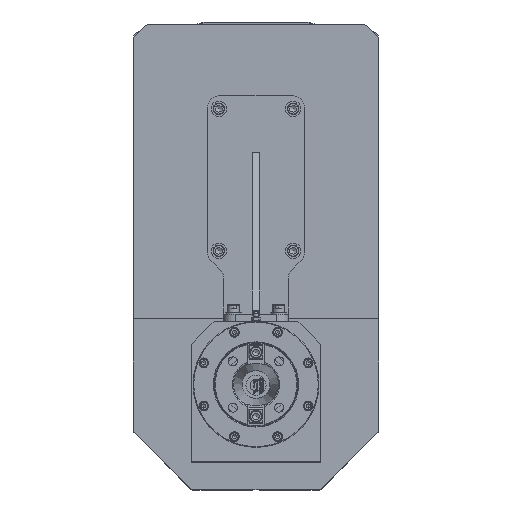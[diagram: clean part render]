
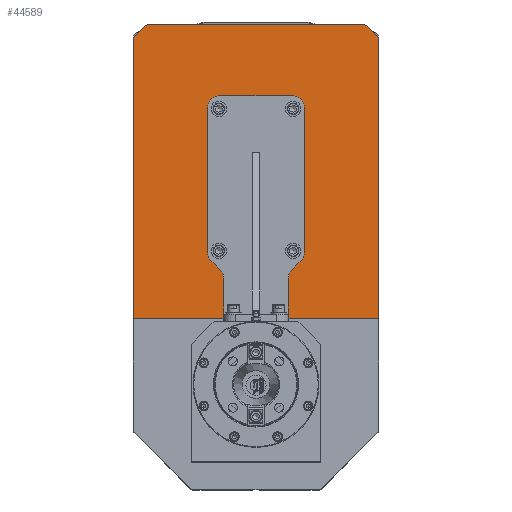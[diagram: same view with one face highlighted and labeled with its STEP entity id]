
A CAD part, top view. The second image highlights one B-rep face of the part: STEP entity #44589.
In plain terms, the highlighted planar face has unit normal (0, 0, 1).
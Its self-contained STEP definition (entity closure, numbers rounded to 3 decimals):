
#3924=CIRCLE('',#52187,5.053);
#3925=CIRCLE('',#52188,5.053);
#3926=CIRCLE('',#52189,5.053);
#3927=CIRCLE('',#52190,5.053);
#3928=CIRCLE('',#52191,57.5);
#3929=CIRCLE('',#52192,57.5);
#3930=CIRCLE('',#52193,5.);
#3931=CIRCLE('',#52194,5.);
#3932=CIRCLE('',#52195,5.);
#3933=CIRCLE('',#52196,5.);
#10364=ORIENTED_EDGE('',*,*,#19746,.T.);
#10365=ORIENTED_EDGE('',*,*,#19747,.T.);
#10366=ORIENTED_EDGE('',*,*,#19748,.T.);
#10367=ORIENTED_EDGE('',*,*,#19749,.T.);
#10368=ORIENTED_EDGE('',*,*,#19750,.F.);
#10369=ORIENTED_EDGE('',*,*,#19751,.F.);
#10370=ORIENTED_EDGE('',*,*,#19752,.F.);
#10371=ORIENTED_EDGE('',*,*,#19753,.F.);
#10372=ORIENTED_EDGE('',*,*,#19735,.T.);
#10373=ORIENTED_EDGE('',*,*,#19754,.T.);
#10374=ORIENTED_EDGE('',*,*,#19755,.T.);
#10375=ORIENTED_EDGE('',*,*,#19756,.T.);
#10376=ORIENTED_EDGE('',*,*,#19730,.T.);
#10377=ORIENTED_EDGE('',*,*,#19757,.T.);
#10378=ORIENTED_EDGE('',*,*,#19758,.T.);
#10379=ORIENTED_EDGE('',*,*,#19759,.T.);
#10380=ORIENTED_EDGE('',*,*,#19743,.T.);
#10381=ORIENTED_EDGE('',*,*,#19745,.T.);
#19730=EDGE_CURVE('',#26599,#26598,#31492,.T.);
#19735=EDGE_CURVE('',#26603,#26602,#31495,.T.);
#19743=EDGE_CURVE('',#26606,#26605,#31502,.T.);
#19745=EDGE_CURVE('',#26605,#26603,#31504,.T.);
#19746=EDGE_CURVE('',#26607,#26607,#3924,.T.);
#19747=EDGE_CURVE('',#26608,#26608,#3925,.T.);
#19748=EDGE_CURVE('',#26609,#26609,#3926,.T.);
#19749=EDGE_CURVE('',#26610,#26610,#3927,.T.);
#19750=EDGE_CURVE('',#26611,#26612,#3928,.T.);
#19751=EDGE_CURVE('',#26613,#26611,#31505,.T.);
#19752=EDGE_CURVE('',#26614,#26613,#3929,.T.);
#19753=EDGE_CURVE('',#26612,#26614,#31506,.T.);
#19754=EDGE_CURVE('',#26602,#26615,#3930,.T.);
#19755=EDGE_CURVE('',#26615,#26616,#31507,.F.);
#19756=EDGE_CURVE('',#26616,#26599,#3931,.T.);
#19757=EDGE_CURVE('',#26598,#26617,#3932,.T.);
#19758=EDGE_CURVE('',#26617,#26618,#31508,.F.);
#19759=EDGE_CURVE('',#26618,#26606,#3933,.T.);
#26598=VERTEX_POINT('',#80016);
#26599=VERTEX_POINT('',#80018);
#26602=VERTEX_POINT('',#80026);
#26603=VERTEX_POINT('',#80028);
#26605=VERTEX_POINT('',#80039);
#26606=VERTEX_POINT('',#80041);
#26607=VERTEX_POINT('',#80047);
#26608=VERTEX_POINT('',#80049);
#26609=VERTEX_POINT('',#80051);
#26610=VERTEX_POINT('',#80053);
#26611=VERTEX_POINT('',#80055);
#26612=VERTEX_POINT('',#80056);
#26613=VERTEX_POINT('',#80058);
#26614=VERTEX_POINT('',#80060);
#26615=VERTEX_POINT('',#80063);
#26616=VERTEX_POINT('',#80065);
#26617=VERTEX_POINT('',#80068);
#26618=VERTEX_POINT('',#80070);
#31492=LINE('',#80017,#34945);
#31495=LINE('',#80027,#34948);
#31502=LINE('',#80040,#34955);
#31504=LINE('',#80044,#34957);
#31505=LINE('',#80057,#34958);
#31506=LINE('',#80061,#34959);
#31507=LINE('',#80064,#34960);
#31508=LINE('',#80069,#34961);
#34945=VECTOR('',#60107,1000.);
#34948=VECTOR('',#60116,1000.);
#34955=VECTOR('',#60129,1000.);
#34957=VECTOR('',#60133,1000.);
#34958=VECTOR('',#60146,1000.);
#34959=VECTOR('',#60149,1000.);
#34960=VECTOR('',#60152,1000.);
#34961=VECTOR('',#60157,1000.);
#38075=EDGE_LOOP('',(#10364));
#38076=EDGE_LOOP('',(#10365));
#38077=EDGE_LOOP('',(#10366));
#38078=EDGE_LOOP('',(#10367));
#38079=EDGE_LOOP('',(#10368,#10369,#10370,#10371));
#38080=EDGE_LOOP('',(#10372,#10373,#10374,#10375,#10376,#10377,#10378,#10379,
#10380,#10381));
#41156=FACE_BOUND('',#38075,.T.);
#41157=FACE_BOUND('',#38076,.T.);
#41158=FACE_BOUND('',#38077,.T.);
#41159=FACE_BOUND('',#38078,.T.);
#41160=FACE_BOUND('',#38079,.T.);
#41161=FACE_BOUND('',#38080,.T.);
#43144=PLANE('',#52186);
#44589=ADVANCED_FACE('',(#41156,#41157,#41158,#41159,#41160,#41161),#43144,
 .T.);
#52186=AXIS2_PLACEMENT_3D('',#80045,#60134,#60135);
#52187=AXIS2_PLACEMENT_3D('',#80046,#60136,#60137);
#52188=AXIS2_PLACEMENT_3D('',#80048,#60138,#60139);
#52189=AXIS2_PLACEMENT_3D('',#80050,#60140,#60141);
#52190=AXIS2_PLACEMENT_3D('',#80052,#60142,#60143);
#52191=AXIS2_PLACEMENT_3D('',#80054,#60144,#60145);
#52192=AXIS2_PLACEMENT_3D('',#80059,#60147,#60148);
#52193=AXIS2_PLACEMENT_3D('',#80062,#60150,#60151);
#52194=AXIS2_PLACEMENT_3D('',#80066,#60153,#60154);
#52195=AXIS2_PLACEMENT_3D('',#80067,#60155,#60156);
#52196=AXIS2_PLACEMENT_3D('',#80071,#60158,#60159);
#60107=DIRECTION('',(-1.,0.,0.));
#60116=DIRECTION('',(0.,1.,0.));
#60129=DIRECTION('',(0.,-1.,0.));
#60133=DIRECTION('',(1.,0.,0.));
#60134=DIRECTION('',(0.,0.,1.));
#60135=DIRECTION('',(0.,-1.,0.));
#60136=DIRECTION('',(0.,0.,-1.));
#60137=DIRECTION('',(0.,-1.,0.));
#60138=DIRECTION('',(0.,0.,-1.));
#60139=DIRECTION('',(0.,-1.,0.));
#60140=DIRECTION('',(0.,0.,-1.));
#60141=DIRECTION('',(0.,-1.,0.));
#60142=DIRECTION('',(0.,0.,-1.));
#60143=DIRECTION('',(0.,-1.,0.));
#60144=DIRECTION('',(0.,0.,1.));
#60145=DIRECTION('',(1.,0.,0.));
#60146=DIRECTION('',(0.,1.,0.));
#60147=DIRECTION('',(0.,0.,1.));
#60148=DIRECTION('',(-1.,0.,0.));
#60149=DIRECTION('',(0.,-1.,0.));
#60150=DIRECTION('',(0.,0.,1.));
#60151=DIRECTION('',(0.,-1.,0.));
#60152=DIRECTION('',(0.707,-0.707,0.));
#60153=DIRECTION('',(0.,0.,1.));
#60154=DIRECTION('',(0.,-1.,0.));
#60155=DIRECTION('',(0.,0.,1.));
#60156=DIRECTION('',(0.,-1.,0.));
#60157=DIRECTION('',(0.707,0.707,0.));
#60158=DIRECTION('',(0.,0.,1.));
#60159=DIRECTION('',(0.,-1.,0.));
#80016=CARTESIAN_POINT('',(-167.929,557.5,-425.));
#80017=CARTESIAN_POINT('',(190.,557.5,-425.));
#80018=CARTESIAN_POINT('',(167.929,557.5,-425.));
#80026=CARTESIAN_POINT('',(190.,535.429,-425.));
#80027=CARTESIAN_POINT('',(190.,102.5,-425.));
#80028=CARTESIAN_POINT('',(190.,102.5,-425.));
#80039=CARTESIAN_POINT('',(-190.,102.5,-425.));
#80040=CARTESIAN_POINT('',(-190.,557.5,-425.));
#80041=CARTESIAN_POINT('',(-190.,535.429,-425.));
#80044=CARTESIAN_POINT('',(-190.,102.5,-425.));
#80045=CARTESIAN_POINT('',(0.,0.,-425.));
#80046=CARTESIAN_POINT('',(57.5,427.5,-425.));
#80047=CARTESIAN_POINT('',(57.5,422.447,-425.));
#80048=CARTESIAN_POINT('',(57.5,207.5,-425.));
#80049=CARTESIAN_POINT('',(57.5,202.447,-425.));
#80050=CARTESIAN_POINT('',(-57.5,207.5,-425.));
#80051=CARTESIAN_POINT('',(-57.5,202.447,-425.));
#80052=CARTESIAN_POINT('',(-57.5,427.5,-425.));
#80053=CARTESIAN_POINT('',(-57.5,422.447,-425.));
#80054=CARTESIAN_POINT('',(0.,370.,-425.));
#80055=CARTESIAN_POINT('',(57.5,370.,-425.));
#80056=CARTESIAN_POINT('',(-57.5,370.,-425.));
#80057=CARTESIAN_POINT('',(57.5,265.,-425.));
#80058=CARTESIAN_POINT('',(57.5,265.,-425.));
#80059=CARTESIAN_POINT('',(0.,265.,-425.));
#80060=CARTESIAN_POINT('',(-57.5,265.,-425.));
#80061=CARTESIAN_POINT('',(-57.5,370.,-425.));
#80062=CARTESIAN_POINT('',(185.,535.429,-425.));
#80063=CARTESIAN_POINT('',(188.536,538.964,-425.));
#80064=CARTESIAN_POINT('',(363.75,363.75,-425.));
#80065=CARTESIAN_POINT('',(171.464,556.036,-425.));
#80066=CARTESIAN_POINT('',(167.929,552.5,-425.));
#80067=CARTESIAN_POINT('',(-167.929,552.5,-425.));
#80068=CARTESIAN_POINT('',(-171.464,556.036,-425.));
#80069=CARTESIAN_POINT('',(-363.75,363.75,-425.));
#80070=CARTESIAN_POINT('',(-188.536,538.964,-425.));
#80071=CARTESIAN_POINT('',(-185.,535.429,-425.));
